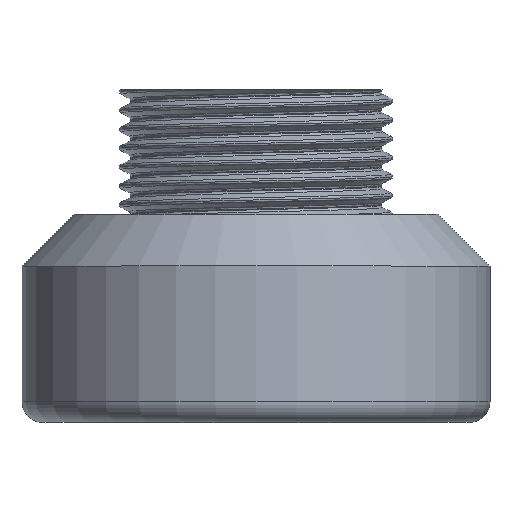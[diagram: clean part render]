
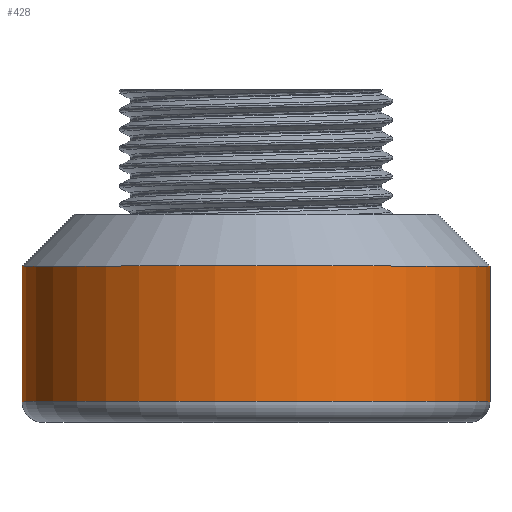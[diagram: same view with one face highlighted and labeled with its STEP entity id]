
A CAD part, top view. The second image highlights one B-rep face of the part: STEP entity #428.
In plain terms, the highlighted cylindrical face has radius 22.5 mm (diameter 45 mm), a full revolution.
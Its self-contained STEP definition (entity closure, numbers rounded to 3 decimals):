
#49=FACE_OUTER_BOUND('',#77,.T.);
#77=EDGE_LOOP('',(#341,#342,#343,#344,#345,#346));
#104=CIRCLE('',#484,22.5);
#105=CIRCLE('',#485,22.5);
#106=CIRCLE('',#487,22.5);
#107=CIRCLE('',#488,22.5);
#151=LINE('',#1109,#162);
#162=VECTOR('',#579,22.5);
#195=VERTEX_POINT('',#1099);
#196=VERTEX_POINT('',#1101);
#197=VERTEX_POINT('',#1105);
#198=VERTEX_POINT('',#1106);
#251=EDGE_CURVE('',#195,#196,#104,.T.);
#252=EDGE_CURVE('',#196,#195,#105,.T.);
#253=EDGE_CURVE('',#197,#198,#106,.T.);
#254=EDGE_CURVE('',#198,#197,#107,.T.);
#255=EDGE_CURVE('',#198,#196,#151,.T.);
#341=ORIENTED_EDGE('',*,*,#253,.F.);
#342=ORIENTED_EDGE('',*,*,#254,.F.);
#343=ORIENTED_EDGE('',*,*,#255,.T.);
#344=ORIENTED_EDGE('',*,*,#251,.F.);
#345=ORIENTED_EDGE('',*,*,#252,.F.);
#346=ORIENTED_EDGE('',*,*,#255,.F.);
#410=CYLINDRICAL_SURFACE('',#486,22.5);
#428=ADVANCED_FACE('',(#49),#410,.T.);
#484=AXIS2_PLACEMENT_3D('',#1102,#569,#570);
#485=AXIS2_PLACEMENT_3D('',#1103,#571,#572);
#486=AXIS2_PLACEMENT_3D('',#1104,#573,#574);
#487=AXIS2_PLACEMENT_3D('',#1107,#575,#576);
#488=AXIS2_PLACEMENT_3D('',#1108,#577,#578);
#569=DIRECTION('center_axis',(0.,-1.,0.));
#570=DIRECTION('ref_axis',(-1.,0.,0.));
#571=DIRECTION('center_axis',(0.,-1.,0.));
#572=DIRECTION('ref_axis',(-1.,0.,0.));
#573=DIRECTION('center_axis',(0.,1.,0.));
#574=DIRECTION('ref_axis',(1.,0.,0.));
#575=DIRECTION('center_axis',(0.,1.,0.));
#576=DIRECTION('ref_axis',(-1.,0.,0.));
#577=DIRECTION('center_axis',(0.,1.,0.));
#578=DIRECTION('ref_axis',(-1.,0.,0.));
#579=DIRECTION('',(0.,-1.,0.));
#1099=CARTESIAN_POINT('',(0.,2.,22.5));
#1101=CARTESIAN_POINT('',(-22.5,2.,0.));
#1102=CARTESIAN_POINT('Origin',(0.,2.,0.));
#1103=CARTESIAN_POINT('Origin',(0.,2.,0.));
#1104=CARTESIAN_POINT('Origin',(0.,10.,0.));
#1105=CARTESIAN_POINT('',(22.5,15.,0.));
#1106=CARTESIAN_POINT('',(-22.5,15.,0.));
#1107=CARTESIAN_POINT('Origin',(0.,15.,0.));
#1108=CARTESIAN_POINT('Origin',(0.,15.,0.));
#1109=CARTESIAN_POINT('',(-22.5,10.,0.));
